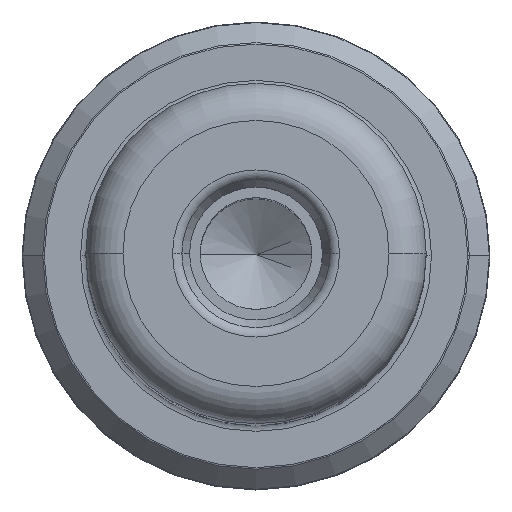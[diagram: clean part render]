
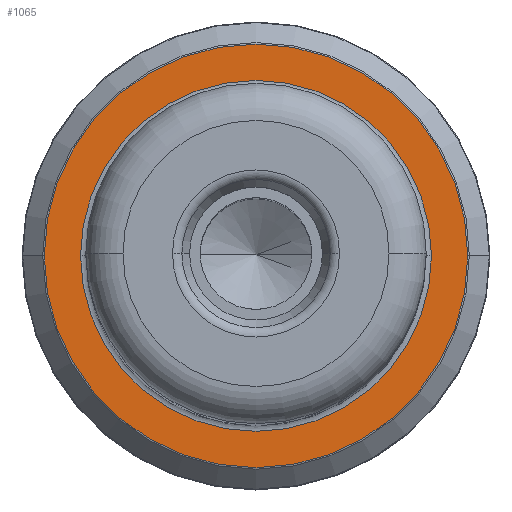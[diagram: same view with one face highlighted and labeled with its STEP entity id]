
A CAD part, top view. The second image highlights one B-rep face of the part: STEP entity #1065.
In plain terms, the highlighted planar face has unit normal (0, 0, 1).
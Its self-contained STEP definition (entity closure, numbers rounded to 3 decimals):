
#10 = CIRCLE ( 'NONE', #2614, 19.917 ) ;
#370 = DIRECTION ( 'NONE',  ( 0., 0., 1. ) ) ;
#376 = DIRECTION ( 'NONE',  ( -1., 0., 0. ) ) ;
#391 = CIRCLE ( 'NONE', #1216, 19.917 ) ;
#416 = DIRECTION ( 'NONE',  ( 1., 0., 0. ) ) ;
#441 = ORIENTED_EDGE ( 'NONE', *, *, #3413, .T. ) ;
#475 = EDGE_CURVE ( 'NONE', #3273, #2276, #391, .T. ) ;
#482 = EDGE_CURVE ( 'NONE', #2276, #3273, #10, .T. ) ;
#591 = CARTESIAN_POINT ( 'NONE',  ( 0., 0., 33. ) ) ;
#616 = CIRCLE ( 'NONE', #2140, 16.5 ) ;
#704 = AXIS2_PLACEMENT_3D ( 'NONE', #3673, #983, #1924 ) ;
#878 = CARTESIAN_POINT ( 'NONE',  ( -16.5, 0., 33. ) ) ;
#983 = DIRECTION ( 'NONE',  ( 0., 0., -1. ) ) ;
#1003 = FACE_BOUND ( 'NONE', #1574, .T. ) ;
#1048 = CARTESIAN_POINT ( 'NONE',  ( -19.917, 0., 33. ) ) ;
#1065 = ADVANCED_FACE ( 'NONE', ( #1003, #2497 ), #2215, .T. ) ;
#1104 = CARTESIAN_POINT ( 'NONE',  ( 19.917, 0., 33. ) ) ;
#1216 = AXIS2_PLACEMENT_3D ( 'NONE', #2225, #2836, #3444 ) ;
#1280 = ORIENTED_EDGE ( 'NONE', *, *, #482, .T. ) ;
#1324 = CARTESIAN_POINT ( 'NONE',  ( 0., 0., 33. ) ) ;
#1574 = EDGE_LOOP ( 'NONE', ( #3851, #441 ) ) ;
#1585 = DIRECTION ( 'NONE',  ( 0., 0., 1. ) ) ;
#1655 = EDGE_LOOP ( 'NONE', ( #2918, #1280 ) ) ;
#1730 = VERTEX_POINT ( 'NONE', #878 ) ;
#1924 = DIRECTION ( 'NONE',  ( -1., 0., 0. ) ) ;
#2140 = AXIS2_PLACEMENT_3D ( 'NONE', #591, #2813, #376 ) ;
#2215 = PLANE ( 'NONE',  #2650 ) ;
#2225 = CARTESIAN_POINT ( 'NONE',  ( 0., 0., 33. ) ) ;
#2276 = VERTEX_POINT ( 'NONE', #1048 ) ;
#2447 = VERTEX_POINT ( 'NONE', #3520 ) ;
#2497 = FACE_OUTER_BOUND ( 'NONE', #1655, .T. ) ;
#2614 = AXIS2_PLACEMENT_3D ( 'NONE', #1324, #1585, #416 ) ;
#2650 = AXIS2_PLACEMENT_3D ( 'NONE', #3718, #370, #3097 ) ;
#2813 = DIRECTION ( 'NONE',  ( 0., 0., -1. ) ) ;
#2836 = DIRECTION ( 'NONE',  ( 0., 0., 1. ) ) ;
#2918 = ORIENTED_EDGE ( 'NONE', *, *, #475, .T. ) ;
#3097 = DIRECTION ( 'NONE',  ( 1., 0., 0. ) ) ;
#3273 = VERTEX_POINT ( 'NONE', #1104 ) ;
#3413 = EDGE_CURVE ( 'NONE', #2447, #1730, #616, .T. ) ;
#3444 = DIRECTION ( 'NONE',  ( 1., 0., 0. ) ) ;
#3520 = CARTESIAN_POINT ( 'NONE',  ( 16.5, 0., 33. ) ) ;
#3566 = CIRCLE ( 'NONE', #704, 16.5 ) ;
#3648 = EDGE_CURVE ( 'NONE', #1730, #2447, #3566, .T. ) ;
#3673 = CARTESIAN_POINT ( 'NONE',  ( 0., 0., 33. ) ) ;
#3718 = CARTESIAN_POINT ( 'NONE',  ( 0., 0., 33. ) ) ;
#3851 = ORIENTED_EDGE ( 'NONE', *, *, #3648, .T. ) ;
